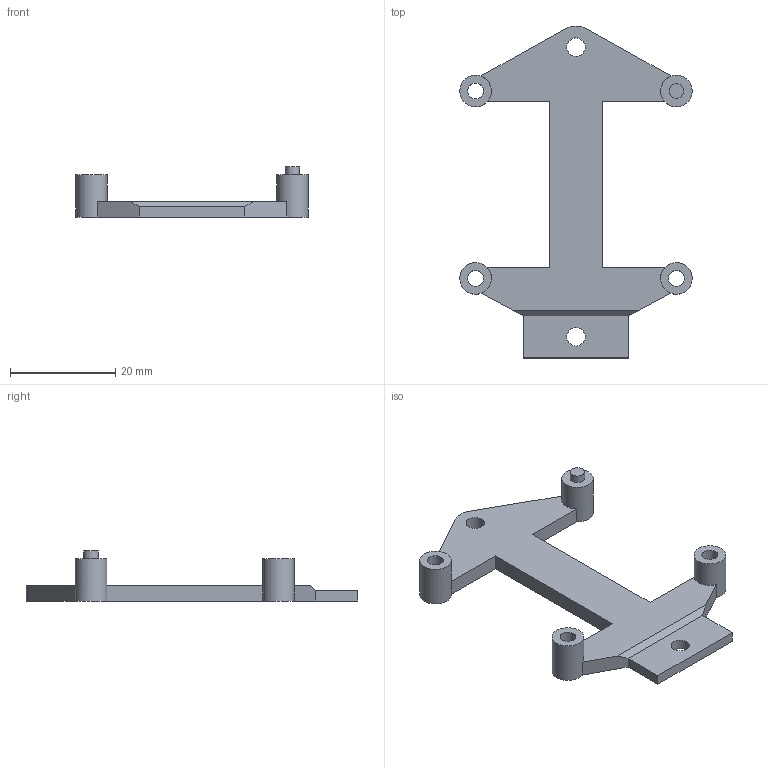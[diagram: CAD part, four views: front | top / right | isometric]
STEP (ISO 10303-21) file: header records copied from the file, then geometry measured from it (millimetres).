
FILE_DESCRIPTION(('FreeCAD Model'),'2;1');
FILE_NAME( 'keypad-holder.step' ,'2015-07-04T12:13:50',('FreeCAD'),('FreeCAD'), 'Open CASCADE STEP processor 6.5','FreeCAD','Unknown');
FILE_SCHEMA(('AUTOMOTIVE_DESIGN_CC2 { 1 2 10303 214 -1 1 5 4 }'));
Length unit declared in the file: millimetre
Products named in the file (1): keypad-holder
Bounding box: 44.1 x 63 x 9.5 mm (x, y, z)
Volume: 3810.2 mm3; surface area: 3749.6 mm2
Topology: 1 solids, 1 shells, 33 faces, 99 edges, 69 vertices
Faces by surface type: plane 22, cylinder 11
Full cylindrical faces by diameter (mm): 2.75 x1, 3 x3, 3.5 x2, 6 x4
Entity records: 2502 total; most frequent: CARTESIAN_POINT 584, DIRECTION 342, ORIENTED_EDGE 198, PCURVE 198, DEFINITIONAL_REPRESENTATION 198, LINE 179, VECTOR 179, EDGE_CURVE 99
